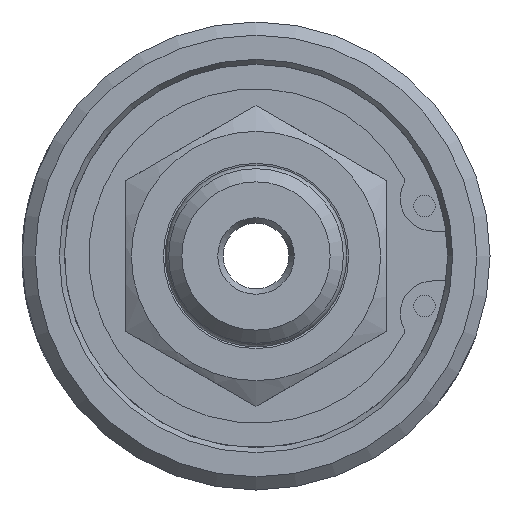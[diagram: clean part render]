
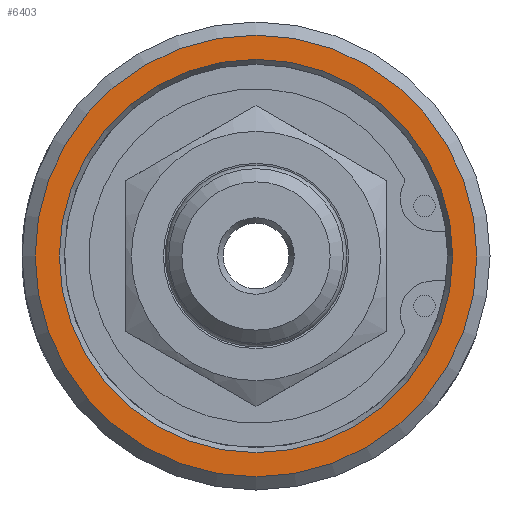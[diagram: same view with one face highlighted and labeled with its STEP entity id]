
A CAD part, left-side view. The second image highlights one B-rep face of the part: STEP entity #6403.
In plain terms, the highlighted planar face has unit normal (-1, 0, 0).
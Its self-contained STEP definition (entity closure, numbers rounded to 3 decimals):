
#1398=FACE_BOUND('',#1931,.T.);
#1446=PLANE('',#6817);
#1555=FACE_OUTER_BOUND('',#1930,.T.);
#1930=EDGE_LOOP('',(#4305));
#1931=EDGE_LOOP('',(#4306,#4307));
#2365=CIRCLE('',#6818,20.2);
#2366=CIRCLE('',#6819,17.987);
#2367=CIRCLE('',#6820,17.987);
#2613=VERTEX_POINT('',#8647);
#2614=VERTEX_POINT('',#8649);
#2615=VERTEX_POINT('',#8650);
#3294=EDGE_CURVE('',#2613,#2613,#2365,.T.);
#3295=EDGE_CURVE('',#2614,#2615,#2366,.T.);
#3296=EDGE_CURVE('',#2615,#2614,#2367,.T.);
#4305=ORIENTED_EDGE('',*,*,#3294,.F.);
#4306=ORIENTED_EDGE('',*,*,#3295,.T.);
#4307=ORIENTED_EDGE('',*,*,#3296,.T.);
#6403=ADVANCED_FACE('',(#1555,#1398),#1446,.T.);
#6817=AXIS2_PLACEMENT_3D('',#8646,#7325,#7326);
#6818=AXIS2_PLACEMENT_3D('',#8648,#7327,#7328);
#6819=AXIS2_PLACEMENT_3D('',#8651,#7329,#7330);
#6820=AXIS2_PLACEMENT_3D('',#8652,#7331,#7332);
#7325=DIRECTION('center_axis',(-1.,0.,0.));
#7326=DIRECTION('ref_axis',(0.,1.,0.));
#7327=DIRECTION('center_axis',(1.,0.,0.));
#7328=DIRECTION('ref_axis',(0.,0.,1.));
#7329=DIRECTION('center_axis',(1.,0.,0.));
#7330=DIRECTION('ref_axis',(0.,0.,-1.));
#7331=DIRECTION('center_axis',(1.,0.,0.));
#7332=DIRECTION('ref_axis',(0.,0.,-1.));
#8646=CARTESIAN_POINT('Origin',(0.,0.,-10.7));
#8647=CARTESIAN_POINT('',(0.,0.,-20.2));
#8648=CARTESIAN_POINT('Origin',(0.,0.,0.));
#8649=CARTESIAN_POINT('',(0.,0.,-17.987));
#8650=CARTESIAN_POINT('',(0.,0.,17.987));
#8651=CARTESIAN_POINT('Origin',(0.,0.,0.));
#8652=CARTESIAN_POINT('Origin',(0.,0.,0.));
